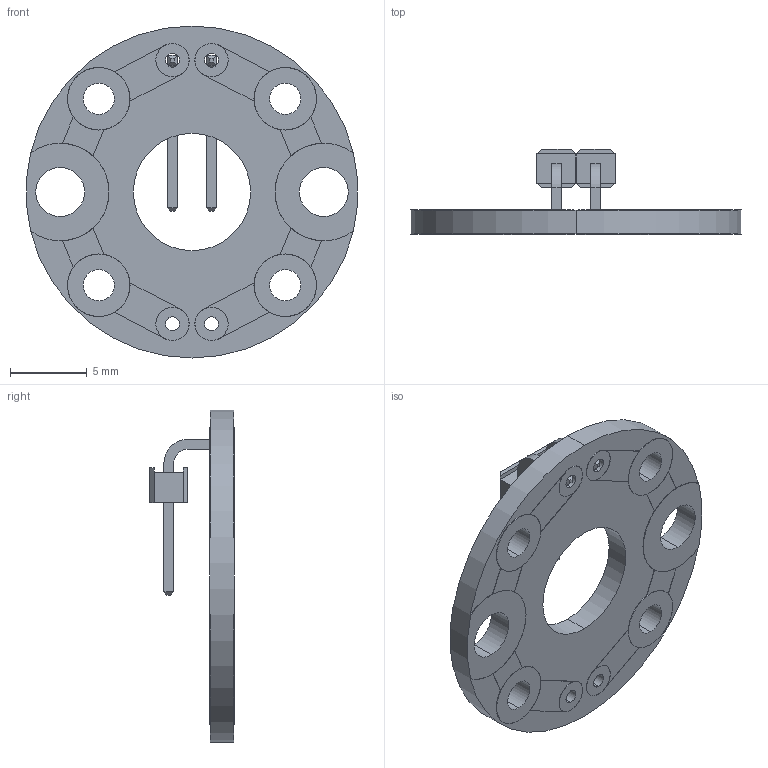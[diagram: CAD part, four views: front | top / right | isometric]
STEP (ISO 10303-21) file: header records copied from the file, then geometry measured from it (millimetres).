
FILE_DESCRIPTION (( 'STEP AP203' ), '1' );
FILE_NAME ('605118 assembly.STEP', '2014-08-18T14:59:00', ( 'Kyle' ), ( 'Microsoft' ), 'SwSTEP 2.0', 'SolidWorks 2014', '' );
FILE_SCHEMA (( 'CONFIG_CONTROL_DESIGN' ));
Length unit declared in the file: inch
Products named in the file (5): User Library-Header_Male_RA_Low_2Pin_BodyArray; User Library-Header_Male_RA_Low_2Pin_PinArray; 2 position right angle header row pin assembly; 605118 assembly; 605118
Assembly tree (4 placements, depth 3):
  605118 assembly
    605118
    2 position right angle header row pin assembly
      User Library-Header_Male_RA_Low_2Pin_BodyArray
      User Library-Header_Male_RA_Low_2Pin_PinArray
Bounding box: 21.52 x 5.51 x 21.59 mm (x, y, z)
Volume: 484 mm3; surface area: 964.4 mm2
Topology: 5 solids, 5 shells, 210 faces, 576 edges, 376 vertices
Faces by surface type: plane 138, cylinder 72
Entity records: 7289 total; most frequent: DIRECTION 1228, CARTESIAN_POINT 1170, ORIENTED_EDGE 1152, EDGE_CURVE 576, AXIS2_PLACEMENT_3D 434, VERTEX_POINT 376, LINE 360, VECTOR 360
